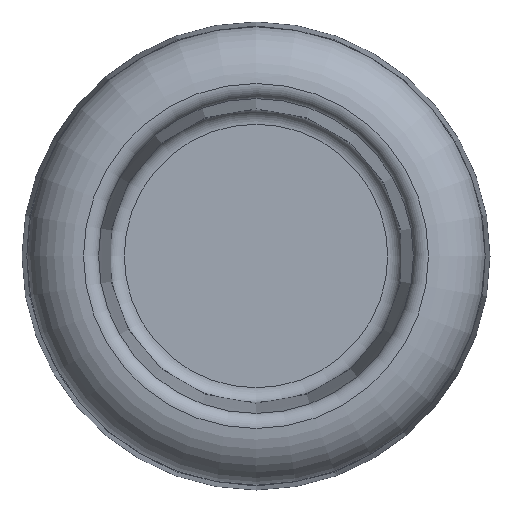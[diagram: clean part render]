
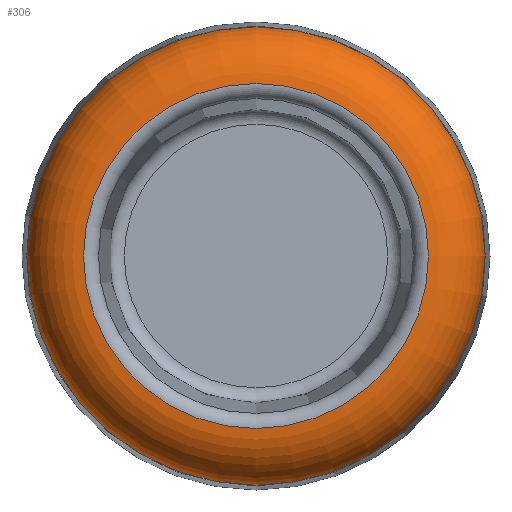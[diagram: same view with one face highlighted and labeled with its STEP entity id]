
A CAD part, left-side view. The second image highlights one B-rep face of the part: STEP entity #306.
In plain terms, the highlighted toroidal (fillet/blend) face has major radius 5.832 mm and minor radius 2 mm.
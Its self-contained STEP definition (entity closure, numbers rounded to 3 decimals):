
#25=TOROIDAL_SURFACE('',#355,5.832,2.);
#58=CIRCLE('',#352,7.832);
#60=CIRCLE('',#356,5.895);
#109=ORIENTED_EDGE('',*,*,#183,.T.);
#110=ORIENTED_EDGE('',*,*,#181,.F.);
#181=EDGE_CURVE('',#214,#214,#58,.F.);
#183=EDGE_CURVE('',#216,#216,#60,.T.);
#214=VERTEX_POINT('',#575);
#216=VERTEX_POINT('',#581);
#248=EDGE_LOOP('',(#109));
#249=EDGE_LOOP('',(#110));
#276=FACE_BOUND('',#248,.T.);
#277=FACE_BOUND('',#249,.T.);
#306=ADVANCED_FACE('',(#276,#277),#25,.T.);
#352=AXIS2_PLACEMENT_3D('',#574,#418,#419);
#355=AXIS2_PLACEMENT_3D('',#579,#424,#425);
#356=AXIS2_PLACEMENT_3D('',#580,#426,#427);
#418=DIRECTION('',(-1.,0.,0.));
#419=DIRECTION('',(0.,0.,1.));
#424=DIRECTION('',(-1.,0.,0.));
#425=DIRECTION('',(0.,0.,1.));
#426=DIRECTION('',(1.,0.,0.));
#427=DIRECTION('',(0.,0.,-1.));
#574=CARTESIAN_POINT('',(-48.007,0.,0.));
#575=CARTESIAN_POINT('',(-48.007,0.,7.832));
#579=CARTESIAN_POINT('',(-48.,0.,0.));
#580=CARTESIAN_POINT('',(-49.999,0.,0.));
#581=CARTESIAN_POINT('',(-49.999,0.,-5.895));
